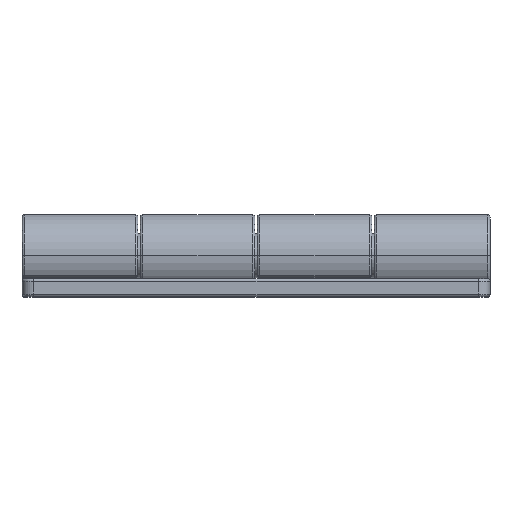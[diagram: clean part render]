
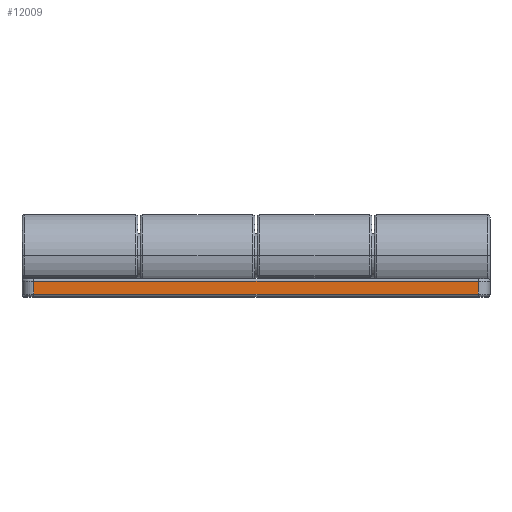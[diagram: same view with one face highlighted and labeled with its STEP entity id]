
A CAD part, top view. The second image highlights one B-rep face of the part: STEP entity #12009.
In plain terms, the highlighted face is planar.
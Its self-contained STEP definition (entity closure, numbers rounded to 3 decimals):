
#11919 = EDGE_CURVE ( 'NONE', #11931, #11980, #18369, .T. ) ;
#11931 = VERTEX_POINT ( 'NONE', #18377 ) ;
#11980 = VERTEX_POINT ( 'NONE', #18426 ) ;
#11995 = EDGE_LOOP ( 'NONE', ( #12032, #12095, #12542, #12593 ) ) ;
#12009 = ADVANCED_FACE ( 'NONE', ( #18378 ), #18422, .T. ) ;
#12032 = ORIENTED_EDGE ( 'NONE', *, *, #11919, .T. ) ;
#12054 = VERTEX_POINT ( 'NONE', #18421 ) ;
#12095 = ORIENTED_EDGE ( 'NONE', *, *, #12379, .T. ) ;
#12364 = EDGE_CURVE ( 'NONE', #12426, #12054, #18439, .T. ) ;
#12379 = EDGE_CURVE ( 'NONE', #11980, #12426, #18443, .T. ) ;
#12426 = VERTEX_POINT ( 'NONE', #18435 ) ;
#12542 = ORIENTED_EDGE ( 'NONE', *, *, #12364, .T. ) ;
#12578 = EDGE_CURVE ( 'NONE', #12054, #11931, #18467, .T. ) ;
#12593 = ORIENTED_EDGE ( 'NONE', *, *, #12578, .T. ) ;
#18365 = AXIS2_PLACEMENT_3D ( 'NONE', #18372, #18420, #18418 ) ;
#18366 = DIRECTION ( 'NONE',  ( 0., -1., 0. ) ) ;
#18367 = VECTOR ( 'NONE', #18366, 1000. ) ;
#18368 = CARTESIAN_POINT ( 'NONE',  ( 39., 1.5, -16. ) ) ;
#18369 = LINE ( 'NONE', #18368, #18367 ) ;
#18372 = CARTESIAN_POINT ( 'NONE',  ( 40., 1.5, -16. ) ) ;
#18377 = CARTESIAN_POINT ( 'NONE',  ( 39., 1.3, -16. ) ) ;
#18378 = FACE_OUTER_BOUND ( 'NONE', #11995, .T. ) ;
#18399 = CARTESIAN_POINT ( 'NONE',  ( 1., 0.2, -16. ) ) ;
#18410 = VECTOR ( 'NONE', #18436, 1000. ) ;
#18418 = DIRECTION ( 'NONE',  ( -1., 0., 0. ) ) ;
#18420 = DIRECTION ( 'NONE',  ( 0., 0., -1. ) ) ;
#18421 = CARTESIAN_POINT ( 'NONE',  ( 1., 1.3, -16. ) ) ;
#18422 = PLANE ( 'NONE',  #18365 ) ;
#18426 = CARTESIAN_POINT ( 'NONE',  ( 39., 0.2, -16. ) ) ;
#18433 = DIRECTION ( 'NONE',  ( -1., 0., 0. ) ) ;
#18434 = VECTOR ( 'NONE', #18433, 1000. ) ;
#18435 = CARTESIAN_POINT ( 'NONE',  ( 1., 0.2, -16. ) ) ;
#18436 = DIRECTION ( 'NONE',  ( 0., 1., 0. ) ) ;
#18438 = CARTESIAN_POINT ( 'NONE',  ( 1., 1.5, -16. ) ) ;
#18439 = LINE ( 'NONE', #18438, #18410 ) ;
#18443 = LINE ( 'NONE', #18399, #18434 ) ;
#18460 = DIRECTION ( 'NONE',  ( 1., 0., 0. ) ) ;
#18461 = VECTOR ( 'NONE', #18460, 1000. ) ;
#18462 = CARTESIAN_POINT ( 'NONE',  ( 40., 1.3, -16. ) ) ;
#18467 = LINE ( 'NONE', #18462, #18461 ) ;
